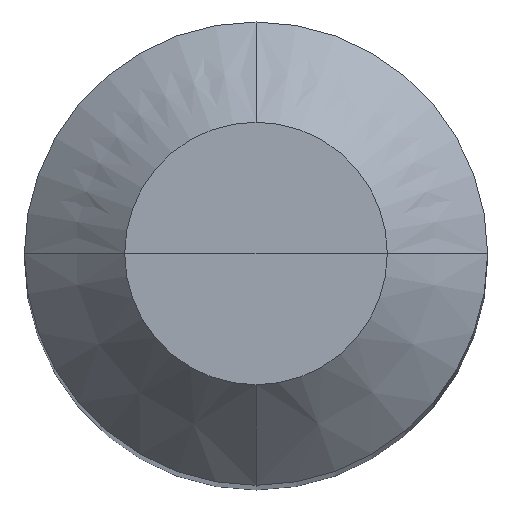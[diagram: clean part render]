
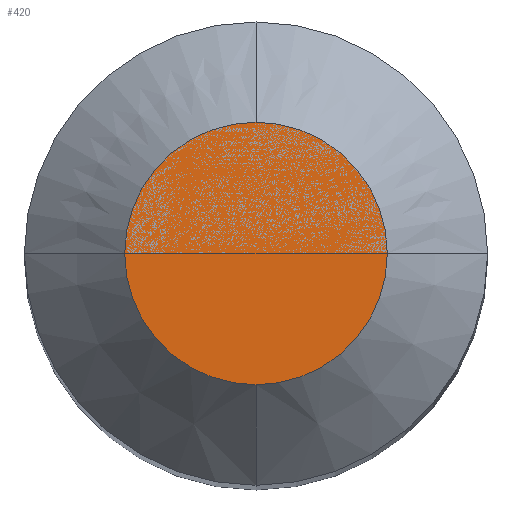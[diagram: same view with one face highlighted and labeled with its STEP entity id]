
A CAD part, top view. The second image highlights one B-rep face of the part: STEP entity #420.
In plain terms, the highlighted face is planar.
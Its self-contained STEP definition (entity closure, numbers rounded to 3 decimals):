
#225=CARTESIAN_POINT('',(0.,0.,0.));
#226=DIRECTION('',(0.,0.,-1.));
#227=DIRECTION('',(0.,1.,0.));
#228=AXIS2_PLACEMENT_3D('',#225,#226,#227);
#233=CARTESIAN_POINT('',(0.,0.,0.));
#234=DIRECTION('',(0.,0.,1.));
#235=DIRECTION('',(0.,1.,0.));
#236=AXIS2_PLACEMENT_3D('',#233,#234,#235);
#302=CARTESIAN_POINT('',(0.,1.7,0.));
#304=VERTEX_POINT('',#302);
#306=CARTESIAN_POINT('',(0.,-1.7,0.));
#308=VERTEX_POINT('',#306);
#411=CARTESIAN_POINT('',(0.,0.,0.));
#412=DIRECTION('',(0.,0.,1.));
#413=DIRECTION('',(0.,-1.,0.));
#414=AXIS2_PLACEMENT_3D('',#411,#412,#413);
#415=PLANE('',#414);
#416=ORIENTED_EDGE('',*,*,#390,.F.);
#417=ORIENTED_EDGE('',*,*,#406,.T.);
#418=EDGE_LOOP('',(#416,#417));
#419=FACE_OUTER_BOUND('',#418,.F.);
#229=CIRCLE('',#228,1.7);
#237=CIRCLE('',#236,1.7);
#390=EDGE_CURVE('',#304,#308,#229,.T.);
#406=EDGE_CURVE('',#304,#308,#237,.T.);
#420=ADVANCED_FACE('',(#419),#415,.F.);
